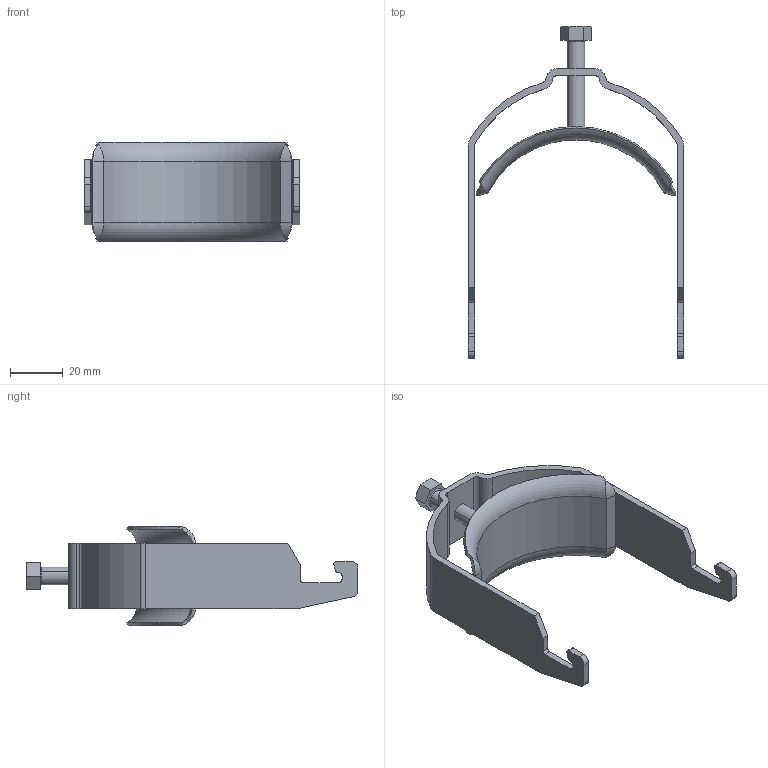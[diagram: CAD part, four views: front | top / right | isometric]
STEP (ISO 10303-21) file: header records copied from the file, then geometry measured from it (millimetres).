
FILE_DESCRIPTION((''),'2;1');
FILE_NAME('1175769_ASM','2012-08-13T',('AndreasKeweloh'),(''),'PRO/ENGINEER BY PARAMETRIC TECHNOLOGY CORPORATION, 2012130','PRO/ENGINEER BY PARAMETRIC TECHNOLOGY CORPORATION, 2012130','');
FILE_SCHEMA(('CONFIG_CONTROL_DESIGN'));
Length unit declared in the file: millimetre
Products named in the file (4): 1175769DRUCKWANNE; 1175769SCHRAUBE_M8; 1175769SCHELLENKOERPER; 1175769_ASM
Assembly tree (3 placements, depth 2):
  1175769_ASM
    1175769DRUCKWANNE
    1175769SCHRAUBE_M8
    1175769SCHELLENKOERPER
Bounding box: 82 x 126.26 x 37.83 mm (x, y, z)
Volume: 20904.7 mm3; surface area: 22062.4 mm2
Topology: 3 solids, 4 shells, 429 faces, 1218 edges, 809 vertices
Faces by surface type: plane 324, cylinder 51, bspline 34, cone 14, torus 6
Entity records: 16557 total; most frequent: CARTESIAN_POINT 5817, ORIENTED_EDGE 2436, DIRECTION 1889, EDGE_CURVE 1218, VERTEX_POINT 809, VECTOR 767, LINE 767, AXIS2_PLACEMENT_3D 561
